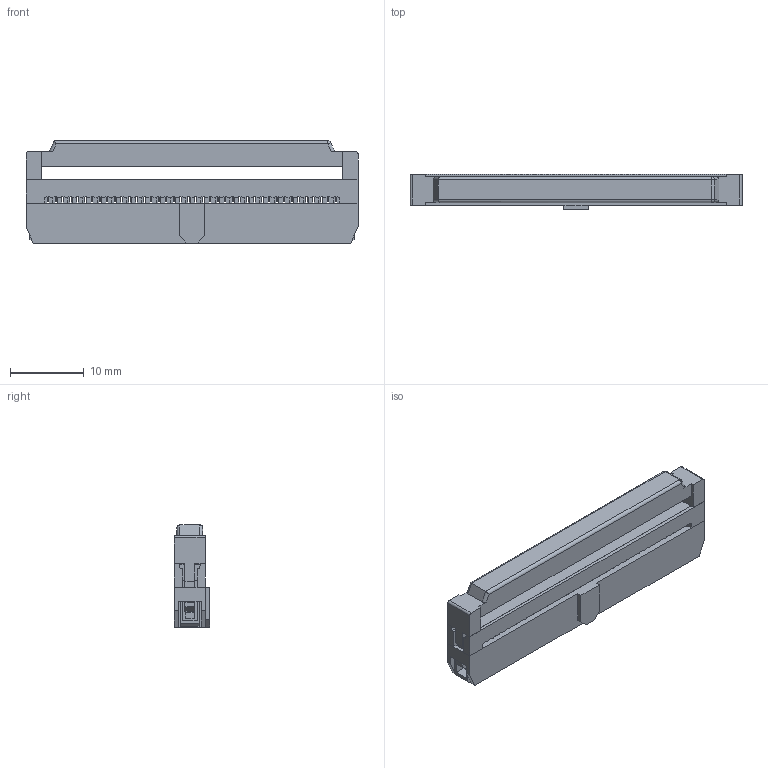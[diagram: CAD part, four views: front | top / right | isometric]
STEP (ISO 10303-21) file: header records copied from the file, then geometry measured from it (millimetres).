
FILE_DESCRIPTION( ( 'Unknown' ), '1' );
FILE_NAME( '62504023021.stp', 'Unknown', ( 'Unknown' ), ( 'Unknown' ), 'PSStep 15.0.49', 'Unknown', ' ' );
FILE_SCHEMA( ( 'AUTOMOTIVE_DESIGN { 1 0 10303 214 1 1 1 1 }' ) );
Length unit declared in the file: millimetre
Products named in the file (5): Assem1; 6250xx23021_PIN; 61204023021; 61204023021_PAD; 61204023021_Strain_relief
Assembly tree (43 placements, depth 2):
  Assem1
    6250xx23021_PIN  x40
    61204023021
    61204023021_PAD
    61204023021_Strain_relief
Bounding box: 45 x 4.8 x 13.85 mm (x, y, z)
Volume: 1813.1 mm3; surface area: 4555.5 mm2
Topology: 43 solids, 43 shells, 2421 faces, 6807 edges, 4466 vertices
Faces by surface type: plane 1690, cylinder 729, sphere 2
Entity records: 37285 total; most frequent: CARTESIAN_POINT 5234, ORIENTED_EDGE 5186, DIRECTION 4767, EDGE_CURVE 2593, LINE 2385, VECTOR 2385, VERTEX_POINT 1658, AXIS2_PLACEMENT_3D 1191
